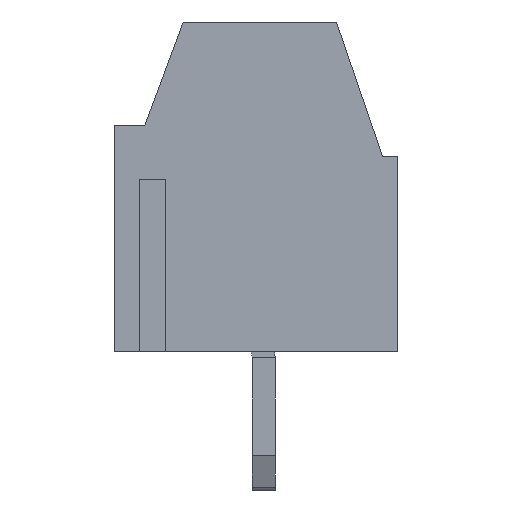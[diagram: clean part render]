
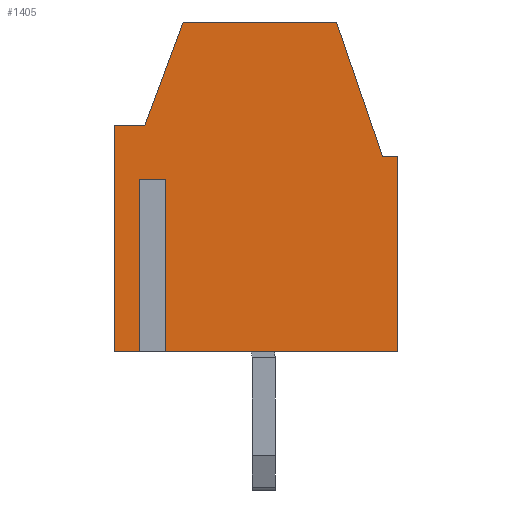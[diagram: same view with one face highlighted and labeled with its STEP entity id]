
A CAD part, left-side view. The second image highlights one B-rep face of the part: STEP entity #1405.
In plain terms, the highlighted planar face has unit normal (-1, 0, 0).
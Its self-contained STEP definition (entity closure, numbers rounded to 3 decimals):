
#1405=ADVANCED_FACE('',(#4953),#4955,.T.);
#4953=FACE_BOUND('',#4954,.T.);
#4954=EDGE_LOOP('',(#7720,#7721,#7722,#7723,#7724,#7725,#7726,#7727,#7728,#7729,
#7730,#7731));
#4955=PLANE('',#4956);
#4956=AXIS2_PLACEMENT_3D('',#4957,#4958,#4959);
#4957=CARTESIAN_POINT('',(-1.75,0.,0.));
#4958=DIRECTION('',(-1.,0.,0.));
#4959=DIRECTION('',(0.,0.,-1.));
#7720=ORIENTED_EDGE('',*,*,#9680,.F.);
#7721=ORIENTED_EDGE('',*,*,#9681,.F.);
#7722=ORIENTED_EDGE('',*,*,#9682,.F.);
#7723=ORIENTED_EDGE('',*,*,#9683,.T.);
#7724=ORIENTED_EDGE('',*,*,#9684,.T.);
#7725=ORIENTED_EDGE('',*,*,#9685,.T.);
#7726=ORIENTED_EDGE('',*,*,#9686,.T.);
#7727=ORIENTED_EDGE('',*,*,#9494,.T.);
#7728=ORIENTED_EDGE('',*,*,#9664,.T.);
#7729=ORIENTED_EDGE('',*,*,#9687,.T.);
#7730=ORIENTED_EDGE('',*,*,#9688,.T.);
#7731=ORIENTED_EDGE('',*,*,#9689,.T.);
#9494=EDGE_CURVE('',#10590,#10588,#10591,.T.);
#9664=EDGE_CURVE('',#10588,#10895,#10897,.T.);
#9680=EDGE_CURVE('',#10927,#10928,#10929,.T.);
#9681=EDGE_CURVE('',#10930,#10927,#10931,.F.);
#9682=EDGE_CURVE('',#10932,#10930,#10933,.T.);
#9683=EDGE_CURVE('',#10932,#10934,#10935,.T.);
#9684=EDGE_CURVE('',#10934,#10936,#10937,.T.);
#9685=EDGE_CURVE('',#10936,#10938,#10939,.T.);
#9686=EDGE_CURVE('',#10938,#10590,#10940,.T.);
#9687=EDGE_CURVE('',#10895,#10941,#10942,.T.);
#9688=EDGE_CURVE('',#10941,#10943,#10944,.T.);
#9689=EDGE_CURVE('',#10943,#10928,#10945,.T.);
#10588=VERTEX_POINT('',#12352);
#10590=VERTEX_POINT('',#12356);
#10591=LINE('',#12357,#12358);
#10895=VERTEX_POINT('',#13024);
#10897=LINE('',#13028,#13029);
#10927=VERTEX_POINT('',#13090);
#10928=VERTEX_POINT('',#13091);
#10929=LINE('',#13092,#13093);
#10930=VERTEX_POINT('',#13095);
#10931=LINE('',#13096,#13097);
#10932=VERTEX_POINT('',#13099);
#10933=LINE('',#13100,#13101);
#10934=VERTEX_POINT('',#13103);
#10935=LINE('',#13104,#13105);
#10936=VERTEX_POINT('',#13107);
#10937=LINE('',#13108,#13109);
#10938=VERTEX_POINT('',#13111);
#10939=LINE('',#13112,#13113);
#10940=LINE('',#13115,#13116);
#10941=VERTEX_POINT('',#13118);
#10942=LINE('',#13119,#13120);
#10943=VERTEX_POINT('',#13122);
#10944=LINE('',#13123,#13124);
#10945=LINE('',#13126,#13127);
#12352=CARTESIAN_POINT('',(-1.75,2.1,8.6));
#12356=CARTESIAN_POINT('',(-1.75,-1.9,8.6));
#12357=CARTESIAN_POINT('',(-1.75,-1.9,8.6));
#12358=VECTOR('',#12359,1.);
#12359=DIRECTION('',(0.,1.,0.));
#13024=CARTESIAN_POINT('',(-1.75,3.1,5.9));
#13028=CARTESIAN_POINT('',(-1.75,2.1,8.6));
#13029=VECTOR('',#13030,1.);
#13030=DIRECTION('',(0.,0.347,-0.938));
#13090=CARTESIAN_POINT('',(-1.75,3.15,4.5));
#13091=CARTESIAN_POINT('',(-1.75,3.15,0.));
#13092=CARTESIAN_POINT('',(-1.75,3.15,4.5));
#13093=VECTOR('',#13094,1.);
#13094=DIRECTION('',(0.,0.,-1.));
#13095=CARTESIAN_POINT('',(-1.75,2.65,4.5));
#13096=CARTESIAN_POINT('',(-1.75,3.15,4.5));
#13097=VECTOR('',#13098,1.);
#13098=DIRECTION('',(0.,-1.,0.));
#13099=CARTESIAN_POINT('',(-1.75,2.65,0.));
#13100=CARTESIAN_POINT('',(-1.75,2.65,0.));
#13101=VECTOR('',#13102,1.);
#13102=DIRECTION('',(0.,0.,1.));
#13103=CARTESIAN_POINT('',(-1.75,-3.5,0.));
#13104=CARTESIAN_POINT('',(-1.75,2.65,0.));
#13105=VECTOR('',#13106,1.);
#13106=DIRECTION('',(0.,-1.,0.));
#13107=CARTESIAN_POINT('',(-1.75,-3.5,5.1));
#13108=CARTESIAN_POINT('',(-1.75,-3.5,0.));
#13109=VECTOR('',#13110,1.);
#13110=DIRECTION('',(0.,0.,1.));
#13111=CARTESIAN_POINT('',(-1.75,-3.1,5.1));
#13112=CARTESIAN_POINT('',(-1.75,-3.5,5.1));
#13113=VECTOR('',#13114,1.);
#13114=DIRECTION('',(0.,1.,0.));
#13115=CARTESIAN_POINT('',(-1.75,-3.1,5.1));
#13116=VECTOR('',#13117,1.);
#13117=DIRECTION('',(0.,0.324,0.946));
#13118=CARTESIAN_POINT('',(-1.75,3.9,5.9));
#13119=CARTESIAN_POINT('',(-1.75,3.1,5.9));
#13120=VECTOR('',#13121,1.);
#13121=DIRECTION('',(0.,1.,0.));
#13122=CARTESIAN_POINT('',(-1.75,3.9,0.));
#13123=CARTESIAN_POINT('',(-1.75,3.9,5.9));
#13124=VECTOR('',#13125,1.);
#13125=DIRECTION('',(0.,0.,-1.));
#13126=CARTESIAN_POINT('',(-1.75,3.9,0.));
#13127=VECTOR('',#13128,1.);
#13128=DIRECTION('',(0.,-1.,0.));
